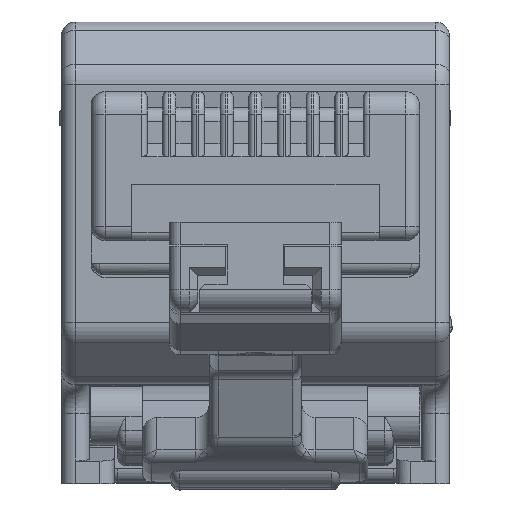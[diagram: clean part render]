
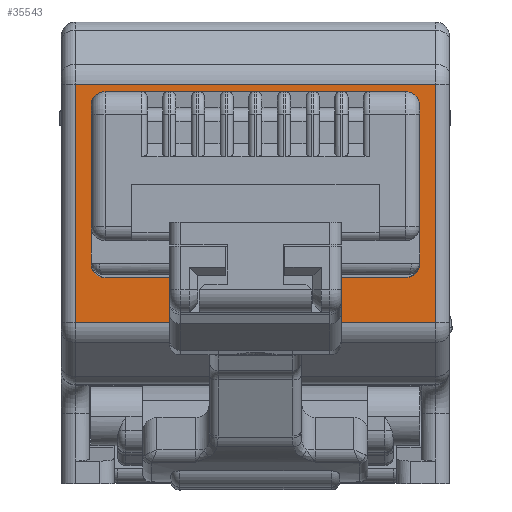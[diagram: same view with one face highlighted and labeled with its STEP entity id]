
A CAD part, top view. The second image highlights one B-rep face of the part: STEP entity #35543.
In plain terms, the highlighted planar face has unit normal (0, 0, 1).
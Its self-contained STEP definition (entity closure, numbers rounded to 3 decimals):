
#193 = FACE_BOUND ( 'NONE', #36315, .T. ) ;
#725 = CARTESIAN_POINT ( 'NONE',  ( 6.4, -1.586, -12.7 ) ) ;
#1336 = EDGE_CURVE ( 'NONE', #29287, #32988, #13086, .T. ) ;
#1606 = ORIENTED_EDGE ( 'NONE', *, *, #26403, .F. ) ;
#1651 = CARTESIAN_POINT ( 'NONE',  ( 4.84, 6.6, -12.7 ) ) ;
#1963 = AXIS2_PLACEMENT_3D ( 'NONE', #8252, #41711, #13058 ) ;
#2456 = DIRECTION ( 'NONE',  ( 1., 0., 0. ) ) ;
#2465 = DIRECTION ( 'NONE',  ( 0., 1., 0. ) ) ;
#3767 = CARTESIAN_POINT ( 'NONE',  ( 5.34, 6.1, -12.7 ) ) ;
#4391 = EDGE_CURVE ( 'NONE', #13681, #60201, #30714, .T. ) ;
#4573 = CARTESIAN_POINT ( 'NONE',  ( -5.84, 0., -12.7 ) ) ;
#6247 = CARTESIAN_POINT ( 'NONE',  ( -5.34, 0., -12.7 ) ) ;
#6933 = ORIENTED_EDGE ( 'NONE', *, *, #30395, .T. ) ;
#7551 = CARTESIAN_POINT ( 'NONE',  ( 5.34, 0., -12.7 ) ) ;
#8252 = CARTESIAN_POINT ( 'NONE',  ( -5.34, 6.1, -12.7 ) ) ;
#8577 = DIRECTION ( 'NONE',  ( -1., 0., 0. ) ) ;
#9109 = ORIENTED_EDGE ( 'NONE', *, *, #58877, .T. ) ;
#9289 = CARTESIAN_POINT ( 'NONE',  ( -6.4, 0.6, -12.7 ) ) ;
#9320 = CARTESIAN_POINT ( 'NONE',  ( 5.34, 6.6, -12.7 ) ) ;
#11215 = VERTEX_POINT ( 'NONE', #56552 ) ;
#11558 = ORIENTED_EDGE ( 'NONE', *, *, #40392, .T. ) ;
#12050 = CARTESIAN_POINT ( 'NONE',  ( -6.4, -1.586, -12.7 ) ) ;
#13058 = DIRECTION ( 'NONE',  ( -1., 0., 0. ) ) ;
#13086 = LINE ( 'NONE', #9289, #25766 ) ;
#13289 = AXIS2_PLACEMENT_3D ( 'NONE', #22491, #55843, #27264 ) ;
#13681 = VERTEX_POINT ( 'NONE', #7551 ) ;
#13812 = DIRECTION ( 'NONE',  ( 0., 1., 0. ) ) ;
#15391 = ORIENTED_EDGE ( 'NONE', *, *, #48651, .T. ) ;
#15683 = VECTOR ( 'NONE', #13812, 1000. ) ;
#16721 = ORIENTED_EDGE ( 'NONE', *, *, #53516, .T. ) ;
#16751 = CARTESIAN_POINT ( 'NONE',  ( -4.84, 6.886, -12.7 ) ) ;
#16858 = EDGE_LOOP ( 'NONE', ( #28850, #38136, #16721, #9109 ) ) ;
#17811 = CARTESIAN_POINT ( 'NONE',  ( -5.34, 0.5, -12.7 ) ) ;
#19423 = ORIENTED_EDGE ( 'NONE', *, *, #4391, .T. ) ;
#20392 = CARTESIAN_POINT ( 'NONE',  ( -5.84, 0.5, -12.7 ) ) ;
#20473 = VECTOR ( 'NONE', #33625, 1000. ) ;
#21479 = CARTESIAN_POINT ( 'NONE',  ( -4.84, -1.586, -12.7 ) ) ;
#21540 = VECTOR ( 'NONE', #2456, 1000. ) ;
#22491 = CARTESIAN_POINT ( 'NONE',  ( 5.34, 0.5, -12.7 ) ) ;
#22615 = DIRECTION ( 'NONE',  ( -1., 0., 0. ) ) ;
#24248 = DIRECTION ( 'NONE',  ( 0., 0., -1. ) ) ;
#24503 = LINE ( 'NONE', #21479, #21540 ) ;
#25766 = VECTOR ( 'NONE', #28069, 1000. ) ;
#26403 = EDGE_CURVE ( 'NONE', #32487, #47412, #57016, .T. ) ;
#26443 = CARTESIAN_POINT ( 'NONE',  ( 6.4, 0.6, -12.7 ) ) ;
#26682 = CIRCLE ( 'NONE', #13289, 0.5 ) ;
#27264 = DIRECTION ( 'NONE',  ( -1., 0., 0. ) ) ;
#28069 = DIRECTION ( 'NONE',  ( 0., -1., 0. ) ) ;
#28354 = LINE ( 'NONE', #56551, #15683 ) ;
#28617 = VERTEX_POINT ( 'NONE', #51009 ) ;
#28850 = ORIENTED_EDGE ( 'NONE', *, *, #43939, .T. ) ;
#29287 = VERTEX_POINT ( 'NONE', #60938 ) ;
#29416 = DIRECTION ( 'NONE',  ( -1., 0., 0. ) ) ;
#30393 = AXIS2_PLACEMENT_3D ( 'NONE', #3767, #37140, #8577 ) ;
#30395 = EDGE_CURVE ( 'NONE', #60201, #47412, #53110, .T. ) ;
#30714 = LINE ( 'NONE', #4573, #54643 ) ;
#32487 = VERTEX_POINT ( 'NONE', #49921 ) ;
#32988 = VERTEX_POINT ( 'NONE', #12050 ) ;
#33336 = LINE ( 'NONE', #26443, #58697 ) ;
#33625 = DIRECTION ( 'NONE',  ( 0., -1., 0. ) ) ;
#33652 = PLANE ( 'NONE',  #51638 ) ;
#34894 = CARTESIAN_POINT ( 'NONE',  ( 5.84, 0.5, -12.7 ) ) ;
#34926 = EDGE_CURVE ( 'NONE', #32487, #11215, #41522, .T. ) ;
#35543 = ADVANCED_FACE ( 'NONE', ( #193, #48069 ), #33652, .F. ) ;
#35931 = DIRECTION ( 'NONE',  ( -1., 0., 0. ) ) ;
#36315 = EDGE_LOOP ( 'NONE', ( #1606, #59528, #54500, #11558, #48287, #15391, #19423, #6933 ) ) ;
#37140 = DIRECTION ( 'NONE',  ( 0., 0., -1. ) ) ;
#38136 = ORIENTED_EDGE ( 'NONE', *, *, #1336, .T. ) ;
#39103 = VERTEX_POINT ( 'NONE', #43684 ) ;
#40392 = EDGE_CURVE ( 'NONE', #49151, #28617, #52091, .T. ) ;
#41522 = CIRCLE ( 'NONE', #1963, 0.5 ) ;
#41711 = DIRECTION ( 'NONE',  ( 0., 0., -1. ) ) ;
#42498 = EDGE_CURVE ( 'NONE', #46394, #28617, #28354, .T. ) ;
#43684 = CARTESIAN_POINT ( 'NONE',  ( 6.4, 6.886, -12.7 ) ) ;
#43939 = EDGE_CURVE ( 'NONE', #39103, #29287, #60085, .T. ) ;
#44450 = VECTOR ( 'NONE', #35931, 1000. ) ;
#45004 = AXIS2_PLACEMENT_3D ( 'NONE', #17811, #51216, #22615 ) ;
#46394 = VERTEX_POINT ( 'NONE', #34894 ) ;
#47302 = VERTEX_POINT ( 'NONE', #725 ) ;
#47412 = VERTEX_POINT ( 'NONE', #20392 ) ;
#48069 = FACE_OUTER_BOUND ( 'NONE', #16858, .T. ) ;
#48287 = ORIENTED_EDGE ( 'NONE', *, *, #42498, .F. ) ;
#48651 = EDGE_CURVE ( 'NONE', #46394, #13681, #26682, .T. ) ;
#48769 = VECTOR ( 'NONE', #49535, 1000. ) ;
#49151 = VERTEX_POINT ( 'NONE', #9320 ) ;
#49535 = DIRECTION ( 'NONE',  ( 1., 0., 0. ) ) ;
#49874 = EDGE_CURVE ( 'NONE', #11215, #49151, #61420, .T. ) ;
#49921 = CARTESIAN_POINT ( 'NONE',  ( -5.84, 6.1, -12.7 ) ) ;
#51009 = CARTESIAN_POINT ( 'NONE',  ( 5.84, 6.1, -12.7 ) ) ;
#51216 = DIRECTION ( 'NONE',  ( 0., 0., -1. ) ) ;
#51638 = AXIS2_PLACEMENT_3D ( 'NONE', #52876, #24248, #57619 ) ;
#52091 = CIRCLE ( 'NONE', #30393, 0.5 ) ;
#52876 = CARTESIAN_POINT ( 'NONE',  ( -4.84, 0.6, -12.7 ) ) ;
#53110 = CIRCLE ( 'NONE', #45004, 0.5 ) ;
#53516 = EDGE_CURVE ( 'NONE', #32988, #47302, #24503, .T. ) ;
#54500 = ORIENTED_EDGE ( 'NONE', *, *, #49874, .T. ) ;
#54643 = VECTOR ( 'NONE', #29416, 1000. ) ;
#55843 = DIRECTION ( 'NONE',  ( 0., 0., -1. ) ) ;
#56551 = CARTESIAN_POINT ( 'NONE',  ( 5.84, 6.1, -12.7 ) ) ;
#56552 = CARTESIAN_POINT ( 'NONE',  ( -5.34, 6.6, -12.7 ) ) ;
#57016 = LINE ( 'NONE', #57377, #20473 ) ;
#57377 = CARTESIAN_POINT ( 'NONE',  ( -5.84, 6.1, -12.7 ) ) ;
#57619 = DIRECTION ( 'NONE',  ( -1., 0., 0. ) ) ;
#58697 = VECTOR ( 'NONE', #2465, 1000. ) ;
#58877 = EDGE_CURVE ( 'NONE', #47302, #39103, #33336, .T. ) ;
#59528 = ORIENTED_EDGE ( 'NONE', *, *, #34926, .T. ) ;
#60085 = LINE ( 'NONE', #16751, #44450 ) ;
#60201 = VERTEX_POINT ( 'NONE', #6247 ) ;
#60938 = CARTESIAN_POINT ( 'NONE',  ( -6.4, 6.886, -12.7 ) ) ;
#61420 = LINE ( 'NONE', #1651, #48769 ) ;
